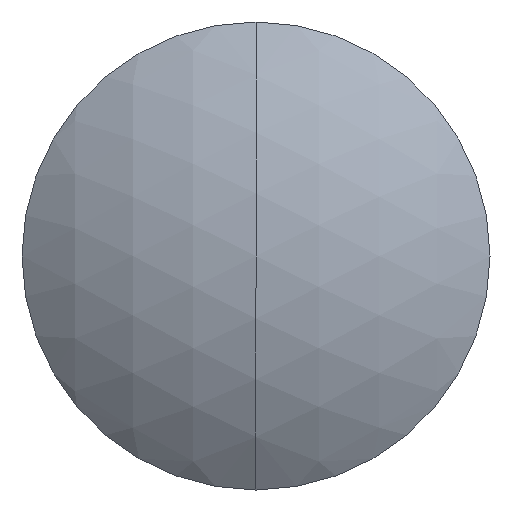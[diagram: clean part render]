
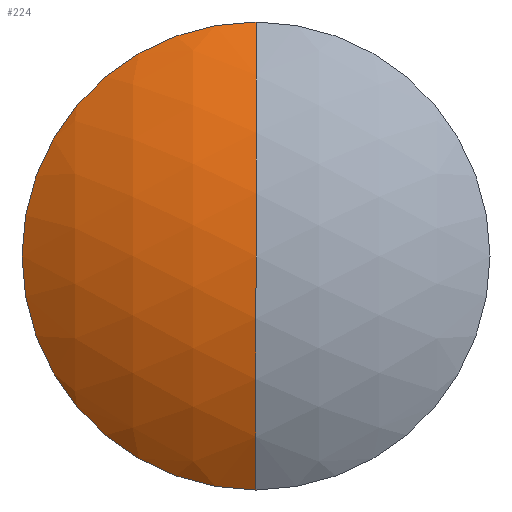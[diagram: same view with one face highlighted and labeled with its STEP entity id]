
A CAD part, left-side view. The second image highlights one B-rep face of the part: STEP entity #224.
In plain terms, the highlighted spherical face has radius 21.09 mm.
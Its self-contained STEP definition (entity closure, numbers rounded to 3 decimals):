
#29 = EDGE_LOOP ( 'NONE', ( #129, #217, #58 ) ) ;
#35 = DIRECTION ( 'NONE',  ( -1., 0., 0. ) ) ;
#40 = CARTESIAN_POINT ( 'NONE',  ( 31.66, 0., 0. ) ) ;
#58 = ORIENTED_EDGE ( 'NONE', *, *, #103, .F. ) ;
#59 = SPHERICAL_SURFACE ( 'NONE', #170, 21.09 ) ;
#80 = CARTESIAN_POINT ( 'NONE',  ( 14.823, 0., -12.7 ) ) ;
#96 = AXIS2_PLACEMENT_3D ( 'NONE', #229, #35, #200 ) ;
#97 = DIRECTION ( 'NONE',  ( 0., 0., -1. ) ) ;
#100 = VERTEX_POINT ( 'NONE', #179 ) ;
#102 = CIRCLE ( 'NONE', #96, 12.7 ) ;
#103 = EDGE_CURVE ( 'NONE', #100, #280, #266, .T. ) ;
#109 = EDGE_CURVE ( 'NONE', #293, #280, #118, .T. ) ;
#118 = CIRCLE ( 'NONE', #282, 21.09 ) ;
#121 = CARTESIAN_POINT ( 'NONE',  ( 31.66, 0., 0. ) ) ;
#129 = ORIENTED_EDGE ( 'NONE', *, *, #240, .T. ) ;
#148 = DIRECTION ( 'NONE',  ( 0., 0., 1. ) ) ;
#164 = CARTESIAN_POINT ( 'NONE',  ( 10.57, 0., 0. ) ) ;
#170 = AXIS2_PLACEMENT_3D ( 'NONE', #121, #341, #148 ) ;
#179 = CARTESIAN_POINT ( 'NONE',  ( 14.823, 0., 12.7 ) ) ;
#200 = DIRECTION ( 'NONE',  ( 0., 0., 1. ) ) ;
#206 = DIRECTION ( 'NONE',  ( 0., 0., 1. ) ) ;
#212 = DIRECTION ( 'NONE',  ( 0., 1., 0. ) ) ;
#217 = ORIENTED_EDGE ( 'NONE', *, *, #109, .T. ) ;
#224 = ADVANCED_FACE ( 'NONE', ( #278 ), #59, .T. ) ;
#229 = CARTESIAN_POINT ( 'NONE',  ( 14.823, 0., 0. ) ) ;
#240 = EDGE_CURVE ( 'NONE', #100, #293, #102, .T. ) ;
#266 = CIRCLE ( 'NONE', #347, 21.09 ) ;
#278 = FACE_OUTER_BOUND ( 'NONE', #29, .T. ) ;
#280 = VERTEX_POINT ( 'NONE', #164 ) ;
#282 = AXIS2_PLACEMENT_3D ( 'NONE', #40, #212, #206 ) ;
#293 = VERTEX_POINT ( 'NONE', #80 ) ;
#295 = DIRECTION ( 'NONE',  ( 0., -1., 0. ) ) ;
#320 = CARTESIAN_POINT ( 'NONE',  ( 31.66, 0., 0. ) ) ;
#341 = DIRECTION ( 'NONE',  ( 0., 1., 0. ) ) ;
#347 = AXIS2_PLACEMENT_3D ( 'NONE', #320, #295, #97 ) ;
